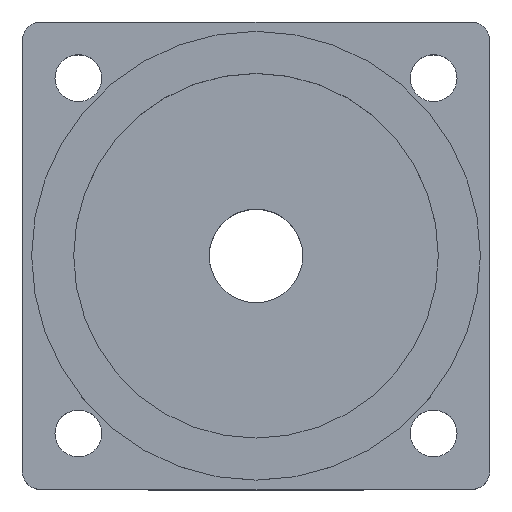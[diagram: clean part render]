
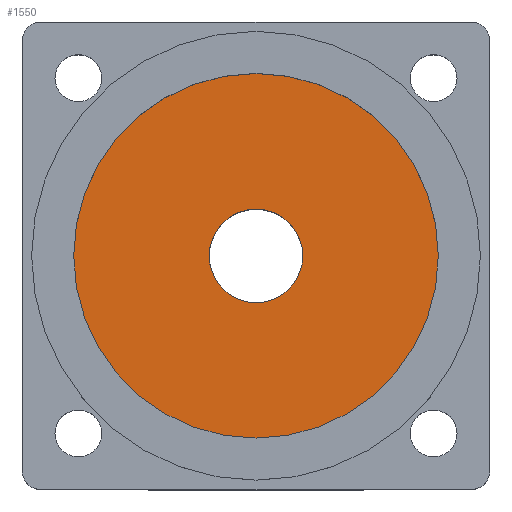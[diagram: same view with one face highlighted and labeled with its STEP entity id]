
A CAD part, top view. The second image highlights one B-rep face of the part: STEP entity #1550.
In plain terms, the highlighted planar face has unit normal (0, 0, 1).
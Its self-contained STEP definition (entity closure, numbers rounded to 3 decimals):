
#4 = VERTEX_POINT ( 'NONE', #396 ) ;
#151 = DIRECTION ( 'NONE',  ( 0., 0., -1. ) ) ;
#182 = VERTEX_POINT ( 'NONE', #2289 ) ;
#215 = EDGE_CURVE ( 'NONE', #182, #4, #1987, .T. ) ;
#235 = DIRECTION ( 'NONE',  ( 1., 0., 0. ) ) ;
#247 = DIRECTION ( 'NONE',  ( 0., 0., 1. ) ) ;
#257 = CARTESIAN_POINT ( 'NONE',  ( 19., 19., 22. ) ) ;
#285 = AXIS2_PLACEMENT_3D ( 'NONE', #496, #2053, #713 ) ;
#312 = CARTESIAN_POINT ( 'NONE',  ( 24., 19., 22. ) ) ;
#396 = CARTESIAN_POINT ( 'NONE',  ( -0.5, 19., 22. ) ) ;
#434 = CIRCLE ( 'NONE', #2664, 19.5 ) ;
#496 = CARTESIAN_POINT ( 'NONE',  ( 19., 19., 22. ) ) ;
#705 = DIRECTION ( 'NONE',  ( 1., 0., 0. ) ) ;
#711 = PLANE ( 'NONE',  #2514 ) ;
#713 = DIRECTION ( 'NONE',  ( 1., 0., 0. ) ) ;
#737 = EDGE_LOOP ( 'NONE', ( #1711, #1063 ) ) ;
#741 = CIRCLE ( 'NONE', #285, 5. ) ;
#851 = CARTESIAN_POINT ( 'NONE',  ( 19., 19., 22. ) ) ;
#933 = CIRCLE ( 'NONE', #2642, 5. ) ;
#1063 = ORIENTED_EDGE ( 'NONE', *, *, #1607, .T. ) ;
#1091 = DIRECTION ( 'NONE',  ( 0., 0., 1. ) ) ;
#1224 = ORIENTED_EDGE ( 'NONE', *, *, #2415, .T. ) ;
#1229 = FACE_OUTER_BOUND ( 'NONE', #737, .T. ) ;
#1311 = VERTEX_POINT ( 'NONE', #312 ) ;
#1483 = CARTESIAN_POINT ( 'NONE',  ( 19., 19., 22. ) ) ;
#1550 = ADVANCED_FACE ( 'NONE', ( #1229, #2424 ), #711, .T. ) ;
#1607 = EDGE_CURVE ( 'NONE', #4, #182, #434, .T. ) ;
#1709 = DIRECTION ( 'NONE',  ( 1., 0., 0. ) ) ;
#1711 = ORIENTED_EDGE ( 'NONE', *, *, #215, .T. ) ;
#1975 = VERTEX_POINT ( 'NONE', #2558 ) ;
#1987 = CIRCLE ( 'NONE', #2003, 19.5 ) ;
#2003 = AXIS2_PLACEMENT_3D ( 'NONE', #2045, #2026, #2011 ) ;
#2011 = DIRECTION ( 'NONE',  ( 1., 0., 0. ) ) ;
#2026 = DIRECTION ( 'NONE',  ( 0., 0., 1. ) ) ;
#2045 = CARTESIAN_POINT ( 'NONE',  ( 19., 19., 22. ) ) ;
#2053 = DIRECTION ( 'NONE',  ( 0., 0., -1. ) ) ;
#2284 = EDGE_LOOP ( 'NONE', ( #1224, #2408 ) ) ;
#2289 = CARTESIAN_POINT ( 'NONE',  ( 38.5, 19., 22. ) ) ;
#2408 = ORIENTED_EDGE ( 'NONE', *, *, #2723, .T. ) ;
#2415 = EDGE_CURVE ( 'NONE', #1311, #1975, #933, .T. ) ;
#2424 = FACE_BOUND ( 'NONE', #2284, .T. ) ;
#2514 = AXIS2_PLACEMENT_3D ( 'NONE', #851, #1091, #705 ) ;
#2558 = CARTESIAN_POINT ( 'NONE',  ( 14., 19., 22. ) ) ;
#2642 = AXIS2_PLACEMENT_3D ( 'NONE', #1483, #151, #1709 ) ;
#2664 = AXIS2_PLACEMENT_3D ( 'NONE', #257, #247, #235 ) ;
#2723 = EDGE_CURVE ( 'NONE', #1975, #1311, #741, .T. ) ;
